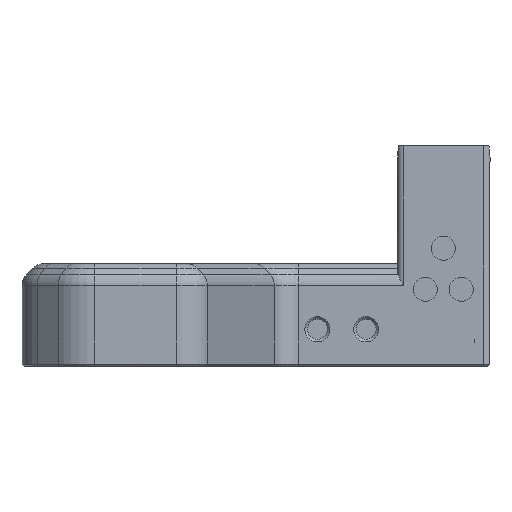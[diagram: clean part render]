
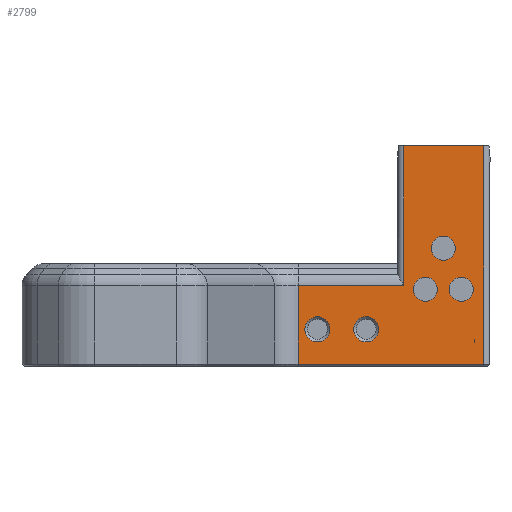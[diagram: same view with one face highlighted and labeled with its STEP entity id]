
A CAD part, left-side view. The second image highlights one B-rep face of the part: STEP entity #2799.
In plain terms, the highlighted face is planar.
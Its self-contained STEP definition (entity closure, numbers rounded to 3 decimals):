
#21=FACE_BOUND('',#436,.T.);
#22=FACE_BOUND('',#437,.T.);
#23=FACE_BOUND('',#438,.T.);
#24=FACE_BOUND('',#439,.T.);
#25=FACE_BOUND('',#440,.T.);
#26=FACE_BOUND('',#441,.T.);
#134=PLANE('',#3085);
#249=FACE_OUTER_BOUND('',#435,.T.);
#435=EDGE_LOOP('',(#2134,#2135,#2136,#2137,#2138,#2139));
#436=EDGE_LOOP('',(#2140));
#437=EDGE_LOOP('',(#2141));
#438=EDGE_LOOP('',(#2142));
#439=EDGE_LOOP('',(#2143));
#440=EDGE_LOOP('',(#2144));
#441=EDGE_LOOP('',(#2145,#2146));
#704=CIRCLE('',#3086,2.35);
#705=CIRCLE('',#3087,2.35);
#706=CIRCLE('',#3088,2.35);
#707=CIRCLE('',#3089,2.45);
#708=CIRCLE('',#3090,2.45);
#709=CIRCLE('',#3091,2.65);
#808=LINE('',#4345,#1002);
#874=LINE('',#4752,#1068);
#875=LINE('',#4754,#1069);
#876=LINE('',#4756,#1070);
#877=LINE('',#4758,#1071);
#878=LINE('',#4759,#1072);
#879=LINE('',#4772,#1073);
#1002=VECTOR('',#3327,10.);
#1068=VECTOR('',#3685,10.);
#1069=VECTOR('',#3688,10.);
#1070=VECTOR('',#3689,10.);
#1071=VECTOR('',#3690,10.);
#1072=VECTOR('',#3691,10.);
#1073=VECTOR('',#3702,10.);
#1206=VERTEX_POINT('',#4342);
#1207=VERTEX_POINT('',#4344);
#1303=VERTEX_POINT('',#4735);
#1305=VERTEX_POINT('',#4741);
#1307=VERTEX_POINT('',#4755);
#1308=VERTEX_POINT('',#4757);
#1309=VERTEX_POINT('',#4760);
#1310=VERTEX_POINT('',#4762);
#1311=VERTEX_POINT('',#4764);
#1312=VERTEX_POINT('',#4766);
#1313=VERTEX_POINT('',#4768);
#1314=VERTEX_POINT('',#4770);
#1315=VERTEX_POINT('',#4771);
#1453=EDGE_CURVE('',#1207,#1206,#808,.T.);
#1615=EDGE_CURVE('',#1303,#1305,#874,.T.);
#1616=EDGE_CURVE('',#1305,#1206,#875,.T.);
#1617=EDGE_CURVE('',#1307,#1303,#876,.T.);
#1618=EDGE_CURVE('',#1308,#1307,#877,.T.);
#1619=EDGE_CURVE('',#1207,#1308,#878,.T.);
#1620=EDGE_CURVE('',#1309,#1309,#704,.F.);
#1621=EDGE_CURVE('',#1310,#1310,#705,.F.);
#1622=EDGE_CURVE('',#1311,#1311,#706,.F.);
#1623=EDGE_CURVE('',#1312,#1312,#707,.T.);
#1624=EDGE_CURVE('',#1313,#1313,#708,.T.);
#1625=EDGE_CURVE('',#1314,#1315,#879,.T.);
#1626=EDGE_CURVE('',#1315,#1314,#709,.T.);
#2134=ORIENTED_EDGE('',*,*,#1616,.F.);
#2135=ORIENTED_EDGE('',*,*,#1615,.F.);
#2136=ORIENTED_EDGE('',*,*,#1617,.F.);
#2137=ORIENTED_EDGE('',*,*,#1618,.F.);
#2138=ORIENTED_EDGE('',*,*,#1619,.F.);
#2139=ORIENTED_EDGE('',*,*,#1453,.T.);
#2140=ORIENTED_EDGE('',*,*,#1620,.T.);
#2141=ORIENTED_EDGE('',*,*,#1621,.T.);
#2142=ORIENTED_EDGE('',*,*,#1622,.T.);
#2143=ORIENTED_EDGE('',*,*,#1623,.F.);
#2144=ORIENTED_EDGE('',*,*,#1624,.F.);
#2145=ORIENTED_EDGE('',*,*,#1625,.F.);
#2146=ORIENTED_EDGE('',*,*,#1626,.F.);
#2799=ADVANCED_FACE('',(#249,#21,#22,#23,#24,#25,#26),#134,.F.);
#3085=AXIS2_PLACEMENT_3D('',#4753,#3686,#3687);
#3086=AXIS2_PLACEMENT_3D('',#4761,#3692,#3693);
#3087=AXIS2_PLACEMENT_3D('',#4763,#3694,#3695);
#3088=AXIS2_PLACEMENT_3D('',#4765,#3696,#3697);
#3089=AXIS2_PLACEMENT_3D('',#4767,#3698,#3699);
#3090=AXIS2_PLACEMENT_3D('',#4769,#3700,#3701);
#3091=AXIS2_PLACEMENT_3D('',#4773,#3703,#3704);
#3327=DIRECTION('',(0.,0.,-1.));
#3685=DIRECTION('',(0.,0.,1.));
#3686=DIRECTION('center_axis',(0.,-1.,0.));
#3687=DIRECTION('ref_axis',(0.,0.,
-1.));
#3688=DIRECTION('',(1.,0.,0.));
#3689=DIRECTION('',(1.,0.,0.));
#3690=DIRECTION('',(0.,0.,-1.));
#3691=DIRECTION('',(-1.,0.,0.));
#3692=DIRECTION('center_axis',(0.,1.,0.));
#3693=DIRECTION('ref_axis',(-1.,0.,0.));
#3694=DIRECTION('center_axis',(0.,1.,0.));
#3695=DIRECTION('ref_axis',(-1.,0.,0.));
#3696=DIRECTION('center_axis',(0.,1.,0.));
#3697=DIRECTION('ref_axis',(-1.,0.,0.));
#3698=DIRECTION('center_axis',(0.,1.,0.));
#3699=DIRECTION('ref_axis',(1.,0.,0.));
#3700=DIRECTION('center_axis',(0.,1.,0.));
#3701=DIRECTION('ref_axis',(1.,0.,0.));
#3702=DIRECTION('',(-1.,0.,0.));
#3703=DIRECTION('center_axis',(0.,1.,0.));
#3704=DIRECTION('ref_axis',(0.,0.,-1.));
#4342=CARTESIAN_POINT('',(-1.734,111.867,61.574));
#4344=CARTESIAN_POINT('',(-1.734,111.867,77.174));
#4345=CARTESIAN_POINT('',(-1.734,111.867,78.374));
#4735=CARTESIAN_POINT('',(-28.976,111.867,40.962));
#4741=CARTESIAN_POINT('',(-28.976,111.867,61.574));
#4752=CARTESIAN_POINT('',(-28.976,111.867,14.624));
#4753=CARTESIAN_POINT('Origin',(-44.734,111.867,17.124));
#4754=CARTESIAN_POINT('',(-28.984,111.867,61.574));
#4755=CARTESIAN_POINT('',(-44.334,111.867,40.962));
#4756=CARTESIAN_POINT('',(-34.734,111.867,40.962));
#4757=CARTESIAN_POINT('',(-44.334,111.867,77.174));
#4758=CARTESIAN_POINT('',(-44.334,111.867,12.124));
#4759=CARTESIAN_POINT('',(-44.734,111.867,77.174));
#4760=CARTESIAN_POINT('',(-19.384,111.867,69.274));
#4761=CARTESIAN_POINT('Origin',(-21.734,111.867,69.274));
#4762=CARTESIAN_POINT('',(-27.384,111.867,65.774));
#4763=CARTESIAN_POINT('Origin',(-29.734,111.867,65.774));
#4764=CARTESIAN_POINT('',(-27.384,111.867,72.774));
#4765=CARTESIAN_POINT('Origin',(-29.734,111.867,72.774));
#4766=CARTESIAN_POINT('',(-39.973,111.867,54.224));
#4767=CARTESIAN_POINT('Origin',(-37.523,111.867,54.224));
#4768=CARTESIAN_POINT('',(-39.973,111.867,44.724));
#4769=CARTESIAN_POINT('Origin',(-37.523,111.867,44.724));
#4770=CARTESIAN_POINT('',(-39.424,111.867,75.374));
#4771=CARTESIAN_POINT('',(-40.138,111.867,75.374));
#4772=CARTESIAN_POINT('',(-27.734,111.867,75.374));
#4773=CARTESIAN_POINT('Origin',(-39.781,111.867,72.748));
